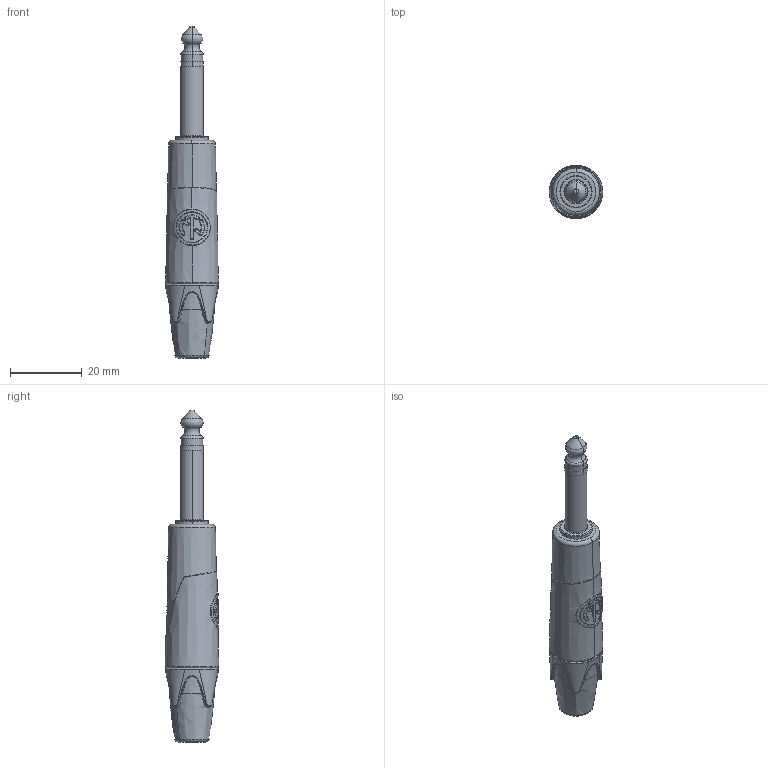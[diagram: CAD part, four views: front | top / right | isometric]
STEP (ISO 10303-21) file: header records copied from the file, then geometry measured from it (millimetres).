
FILE_DESCRIPTION((''),'2;1');
FILE_NAME('30011562','2025-04-02T08:31:34',('SYSTEM'),(''),'CREO PARAMETRIC BY PTC INC, 2023424','CREO PARAMETRIC BY PTC INC, 2023424','');
FILE_SCHEMA(('CONFIG_CONTROL_DESIGN'));
Length unit declared in the file: millimetre
Products named in the file (1): 30011562
Bounding box: 14.86 x 14.86 x 92.32 mm (x, y, z)
Volume: 9462.1 mm3; surface area: 3424.6 mm2
Topology: 1 solids, 1 shells, 293 faces, 747 edges, 471 vertices
Faces by surface type: bspline 133, plane 77, cylinder 36, cone 25, torus 18, extrusion 2, sphere 2
Entity records: 21135 total; most frequent: CARTESIAN_POINT 15261, ORIENTED_EDGE 1490, DIRECTION 802, EDGE_CURVE 745, VERTEX_POINT 471, B_SPLINE_CURVE_WITH_KNOTS 431, AXIS2_PLACEMENT_3D 326, EDGE_LOOP 310
